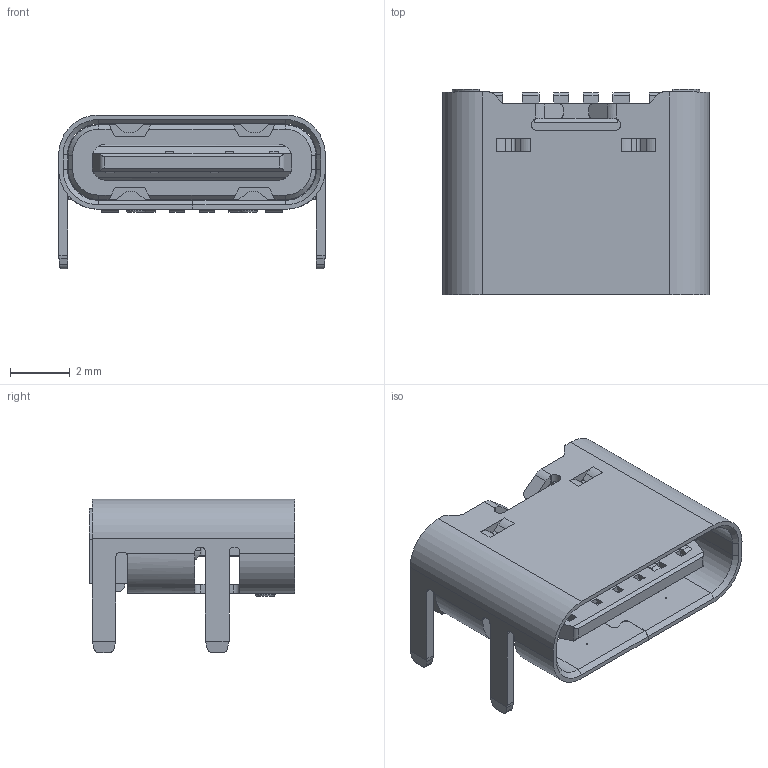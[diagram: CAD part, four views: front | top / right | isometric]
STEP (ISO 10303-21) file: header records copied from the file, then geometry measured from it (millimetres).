
FILE_DESCRIPTION(/* description */ ('STEP AP203'),/* implementation_level */ '2;1');
FILE_NAME(/* name */ '2171750001',/* time_stamp */ '2024-01-01T22:58:51+01:00',/* author */ ('License CC BY-ND 4.0'),/* organization */ ('CADENAS'),/* preprocessor_version */ 'ST-DEVELOPER v19.3',/* originating_system */ 'PARTsolutions',/* authorisation */ ' ');
FILE_SCHEMA (('CONFIG_CONTROL_DESIGN'));
Length unit declared in the file: millimetre
Products named in the file (20): 2171750001; 2171750001_PART19; 2171750001_PART18; 2171750001_PART17; 2171750001_PART16; 2171750001_PART15; 2171750001_PART14; 2171750001_PART13; 2171750001_PART12; 2171750001_PART11; 2171750001_PART10; 2171750001_PART9; 2171750001_PART8; 2171750001_PART7; 2171750001_PART6; 2171750001_PART5; 2171750001_PART4; 2171750001_PART3; 2171750001_PART2; 2171750001_PART1
Assembly tree (19 placements, depth 2):
  2171750001
    2171750001_PART19
    2171750001_PART18
    2171750001_PART17
    2171750001_PART16
    2171750001_PART15
    2171750001_PART14
    2171750001_PART13
    2171750001_PART12
    2171750001_PART11
    2171750001_PART10
    2171750001_PART9
    2171750001_PART8
    2171750001_PART7
    2171750001_PART6
    2171750001_PART5
    2171750001_PART4
    2171750001_PART3
    2171750001_PART2
    2171750001_PART1
Bounding box: 8.94 x 6.9 x 5.16 mm (x, y, z)
Volume: 91.7 mm3; surface area: 465.8 mm2
Topology: 19 solids, 19 shells, 815 faces, 2248 edges, 1475 vertices
Faces by surface type: plane 604, cylinder 189, cone 18, torus 4
Full cylindrical faces by diameter (mm): 0.05 x2
Entity records: 26157 total; most frequent: CARTESIAN_POINT 4625, ORIENTED_EDGE 4480, DIRECTION 4313, EDGE_CURVE 2240, LINE 1791, VECTOR 1791, VERTEX_POINT 1473, AXIS2_PLACEMENT_3D 1261
